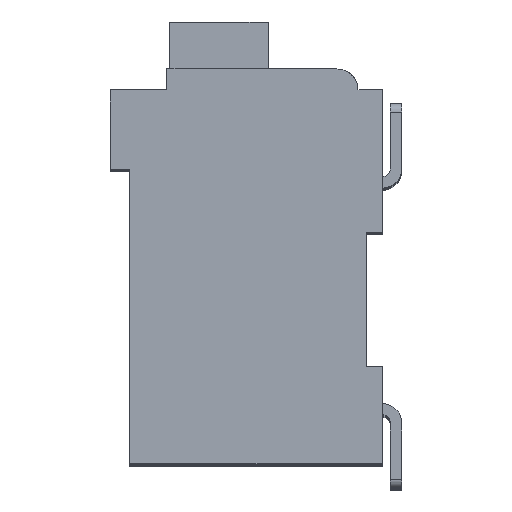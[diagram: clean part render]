
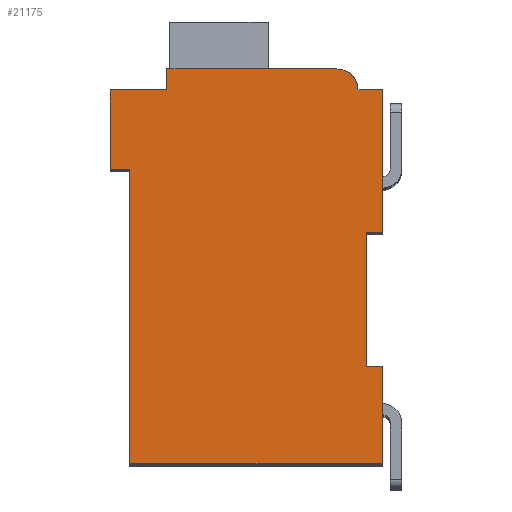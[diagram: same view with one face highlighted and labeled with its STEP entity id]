
A CAD part, top view. The second image highlights one B-rep face of the part: STEP entity #21175.
In plain terms, the highlighted planar face has unit normal (0, 0, 1).
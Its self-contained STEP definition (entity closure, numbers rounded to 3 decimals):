
#6554=DIRECTION('',(1.,0.,0.));
#6555=VECTOR('',#6554,0.5);
#6556=CARTESIAN_POINT('',(7.3,7.15,2.1));
#6557=LINE('',#6556,#6555);
#6558=DIRECTION('',(0.,1.,0.));
#6559=VECTOR('',#6558,4.15);
#6560=CARTESIAN_POINT('',(7.3,3.,2.1));
#6561=LINE('',#6560,#6559);
#6562=DIRECTION('',(-1.,0.,0.));
#6563=VECTOR('',#6562,0.5);
#6564=CARTESIAN_POINT('',(7.8,3.,2.1));
#6565=LINE('',#6564,#6563);
#6566=DIRECTION('',(0.,1.,0.));
#6567=VECTOR('',#6566,3.);
#6568=CARTESIAN_POINT('',(7.8,0.,2.1));
#6569=LINE('',#6568,#6567);
#6570=DIRECTION('',(1.,0.,0.));
#6571=VECTOR('',#6570,7.8);
#6572=CARTESIAN_POINT('',(0.,0.,2.1));
#6573=LINE('',#6572,#6571);
#6574=DIRECTION('',(0.,-1.,0.));
#6575=VECTOR('',#6574,9.1);
#6576=CARTESIAN_POINT('',(0.,9.1,2.1));
#6577=LINE('',#6576,#6575);
#6578=DIRECTION('',(1.,0.,0.));
#6579=VECTOR('',#6578,0.6);
#6580=CARTESIAN_POINT('',(-0.6,9.1,2.1));
#6581=LINE('',#6580,#6579);
#6582=DIRECTION('',(0.,-1.,0.));
#6583=VECTOR('',#6582,2.45);
#6584=CARTESIAN_POINT('',(-0.6,11.55,2.1));
#6585=LINE('',#6584,#6583);
#6586=DIRECTION('',(-1.,0.,0.));
#6587=VECTOR('',#6586,1.75);
#6588=CARTESIAN_POINT('',(1.15,11.55,2.1));
#6589=LINE('',#6588,#6587);
#6590=DIRECTION('',(0.,-1.,0.));
#6591=VECTOR('',#6590,0.65);
#6592=CARTESIAN_POINT('',(1.15,12.2,2.1));
#6593=LINE('',#6592,#6591);
#6594=DIRECTION('',(-1.,0.,0.));
#6595=VECTOR('',#6594,5.25);
#6596=CARTESIAN_POINT('',(6.4,12.2,2.1));
#6597=LINE('',#6596,#6595);
#6598=CARTESIAN_POINT('',(6.4,11.55,2.1));
#6599=DIRECTION('',(0.,0.,1.));
#6600=DIRECTION('',(1.,0.,0.));
#6601=AXIS2_PLACEMENT_3D('',#6598,#6599,#6600);
#6603=DIRECTION('',(-1.,0.,0.));
#6604=VECTOR('',#6603,0.75);
#6605=CARTESIAN_POINT('',(7.8,11.55,2.1));
#6606=LINE('',#6605,#6604);
#6607=DIRECTION('',(0.,1.,0.));
#6608=VECTOR('',#6607,4.4);
#6609=CARTESIAN_POINT('',(7.8,7.15,2.1));
#6610=LINE('',#6609,#6608);
#10435=CARTESIAN_POINT('',(7.3,7.15,2.1));
#10436=CARTESIAN_POINT('',(7.8,7.15,2.1));
#10437=VERTEX_POINT('',#10435);
#10438=VERTEX_POINT('',#10436);
#10439=CARTESIAN_POINT('',(7.8,11.55,2.1));
#10440=VERTEX_POINT('',#10439);
#10441=CARTESIAN_POINT('',(7.05,11.55,2.1));
#10442=VERTEX_POINT('',#10441);
#10443=CARTESIAN_POINT('',(6.4,12.2,2.1));
#10444=VERTEX_POINT('',#10443);
#10445=CARTESIAN_POINT('',(1.15,12.2,2.1));
#10446=VERTEX_POINT('',#10445);
#10447=CARTESIAN_POINT('',(1.15,11.55,2.1));
#10448=VERTEX_POINT('',#10447);
#10449=CARTESIAN_POINT('',(-0.6,11.55,2.1));
#10450=VERTEX_POINT('',#10449);
#10451=CARTESIAN_POINT('',(-0.6,9.1,2.1));
#10452=VERTEX_POINT('',#10451);
#10453=CARTESIAN_POINT('',(0.,9.1,2.1));
#10454=VERTEX_POINT('',#10453);
#10455=CARTESIAN_POINT('',(0.,0.,2.1));
#10456=VERTEX_POINT('',#10455);
#10457=CARTESIAN_POINT('',(7.8,0.,2.1));
#10458=VERTEX_POINT('',#10457);
#10459=CARTESIAN_POINT('',(7.8,3.,2.1));
#10460=VERTEX_POINT('',#10459);
#10461=CARTESIAN_POINT('',(7.3,3.,2.1));
#10462=VERTEX_POINT('',#10461);
#21154=CARTESIAN_POINT('',(0.,0.,2.1));
#21155=DIRECTION('',(0.,0.,1.));
#21156=DIRECTION('',(1.,0.,0.));
#21157=AXIS2_PLACEMENT_3D('',#21154,#21155,#21156);
#21158=PLANE('',#21157);
#21159=ORIENTED_EDGE('',*,*,#13708,.F.);
#21160=ORIENTED_EDGE('',*,*,#14234,.F.);
#21161=ORIENTED_EDGE('',*,*,#17882,.F.);
#21162=ORIENTED_EDGE('',*,*,#18147,.F.);
#21163=ORIENTED_EDGE('',*,*,#18460,.F.);
#21164=ORIENTED_EDGE('',*,*,#18881,.F.);
#21165=ORIENTED_EDGE('',*,*,#19076,.F.);
#21166=ORIENTED_EDGE('',*,*,#19250,.F.);
#21167=ORIENTED_EDGE('',*,*,#19511,.F.);
#21168=ORIENTED_EDGE('',*,*,#20024,.F.);
#21169=ORIENTED_EDGE('',*,*,#20422,.F.);
#21170=ORIENTED_EDGE('',*,*,#19562,.F.);
#21171=ORIENTED_EDGE('',*,*,#19875,.F.);
#21172=ORIENTED_EDGE('',*,*,#14129,.F.);
#21173=EDGE_LOOP('',(#21159,#21160,#21161,#21162,#21163,#21164,#21165,#21166,
#21167,#21168,#21169,#21170,#21171,#21172));
#21174=FACE_OUTER_BOUND('',#21173,.F.);
#6602=CIRCLE('',#6601,0.65);
#13708=EDGE_CURVE('',#10437,#10438,#6557,.T.);
#14129=EDGE_CURVE('',#10438,#10440,#6610,.T.);
#14234=EDGE_CURVE('',#10462,#10437,#6561,.T.);
#17882=EDGE_CURVE('',#10460,#10462,#6565,.T.);
#18147=EDGE_CURVE('',#10458,#10460,#6569,.T.);
#18460=EDGE_CURVE('',#10456,#10458,#6573,.T.);
#18881=EDGE_CURVE('',#10454,#10456,#6577,.T.);
#19076=EDGE_CURVE('',#10452,#10454,#6581,.T.);
#19250=EDGE_CURVE('',#10450,#10452,#6585,.T.);
#19511=EDGE_CURVE('',#10448,#10450,#6589,.T.);
#19562=EDGE_CURVE('',#10442,#10444,#6602,.T.);
#19875=EDGE_CURVE('',#10440,#10442,#6606,.T.);
#20024=EDGE_CURVE('',#10446,#10448,#6593,.T.);
#20422=EDGE_CURVE('',#10444,#10446,#6597,.T.);
#21175=ADVANCED_FACE('',(#21174),#21158,.T.);
